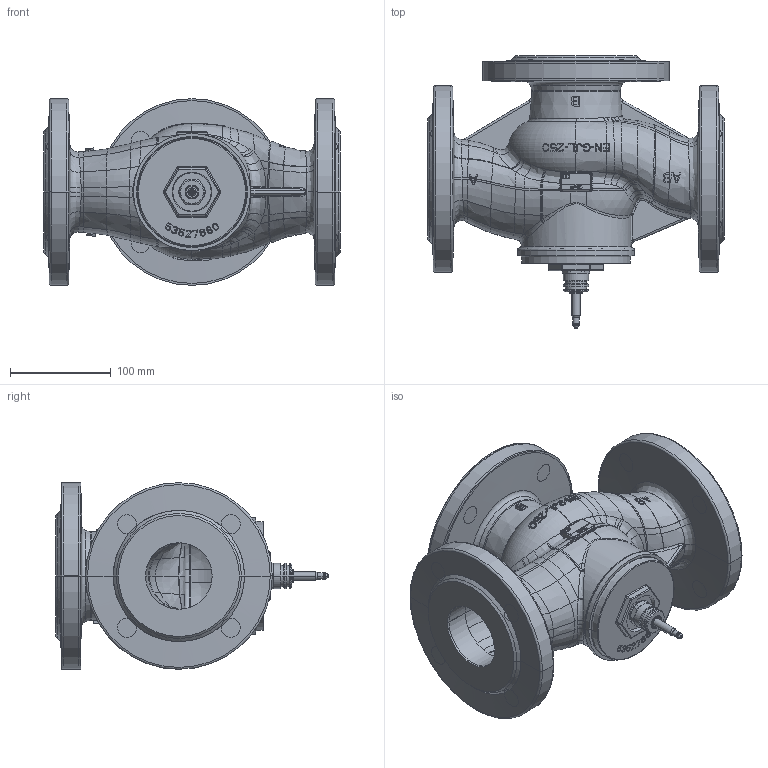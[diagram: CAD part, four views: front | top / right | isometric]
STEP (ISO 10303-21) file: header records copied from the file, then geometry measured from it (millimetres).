
FILE_DESCRIPTION((''),'2;1');
FILE_NAME('065Z0261_VALVE_VF3_DN65_ASM','2015-03-18T',('u317927'),('Danfoss'),'PRO/ENGINEER BY PARAMETRIC TECHNOLOGY CORPORATION, 2014000','PRO/ENGINEER BY PARAMETRIC TECHNOLOGY CORPORATION, 2014000','');
FILE_SCHEMA(('CONFIG_CONTROL_DESIGN'));
Products named in the file (8): 8503176_VALVE_BODY_VF3_DN65; 8503277_VALVE_COVER_VF3_DN65; 85093018_TESNILO_21X14X1_CU; 8503204_VRAT_VENTILA_D_INST; 8503204_STUFFING_BOX_DN65-80_ASM; 8503218_STEM_DN65-DN80_3P; 8503303_LABEL_PLATE_CE; 065Z0261_VALVE_VF3_DN65_ASM
Assembly tree (7 placements, depth 3):
  065Z0261_VALVE_VF3_DN65_ASM
    8503176_VALVE_BODY_VF3_DN65
    8503277_VALVE_COVER_VF3_DN65
    85093018_TESNILO_21X14X1_CU
    8503204_STUFFING_BOX_DN65-80_ASM
      8503204_VRAT_VENTILA_D_INST
    8503218_STEM_DN65-DN80_3P
    8503303_LABEL_PLATE_CE
Bounding box: 294 x 270 x 185 mm (x, y, z)
Volume: 2351807.8 mm3; surface area: 841957 mm2
Topology: 6 solids, 18 shells, 2825 faces, 7064 edges, 4333 vertices
Faces by surface type: plane 1110, bspline 1080, cylinder 275, cone 140, torus 109, extrusion 97, sphere 14
Entity records: 110066 total; most frequent: CARTESIAN_POINT 52367, ORIENTED_EDGE 14034, DIRECTION 8225, EDGE_CURVE 7064, VERTEX_POINT 4333, B_SPLINE_CURVE_WITH_KNOTS 3502, EDGE_LOOP 2947, FACE_OUTER_BOUND 2825
